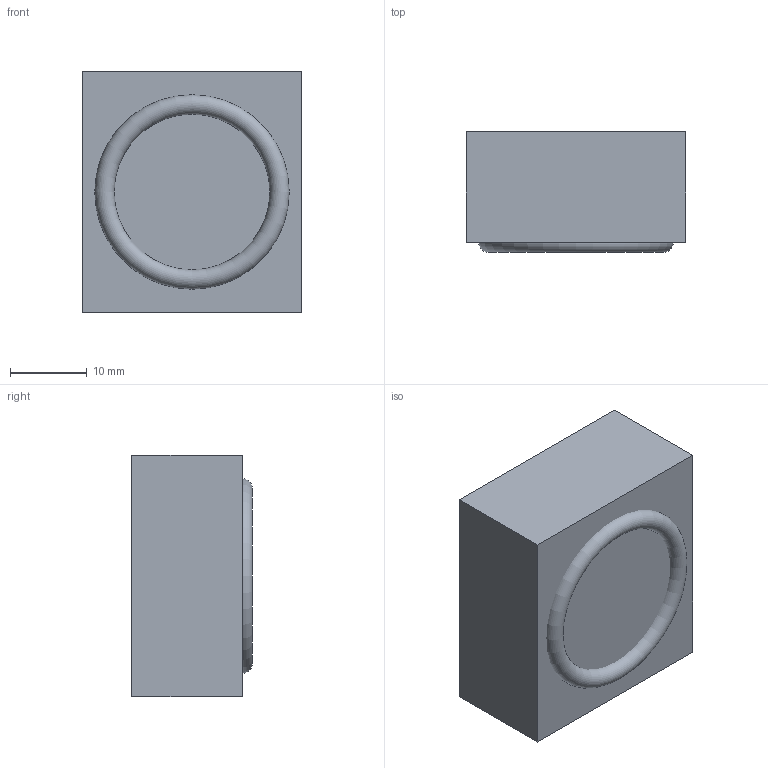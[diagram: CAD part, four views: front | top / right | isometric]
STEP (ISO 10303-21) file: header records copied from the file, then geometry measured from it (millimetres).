
FILE_DESCRIPTION(/* description */ (''),/* implementation_level */ '2;1');
FILE_NAME(/* name */ 'PCB Speaker v1.step',/* time_stamp */ '2023-01-30T22:59:59-05:00',/* author */ (''),/* organization */ (''),/* preprocessor_version */ 'ST-DEVELOPER v19.2',/* originating_system */ 'Autodesk Translation Framework v11.17.0.187',/* authorisation */ '');
FILE_SCHEMA (('AUTOMOTIVE_DESIGN { 1 0 10303 214 3 1 1 }'));
Length unit declared in the file: inch
Products named in the file (1): PCB Speaker
Bounding box: 28.7 x 15.75 x 31.5 mm (x, y, z)
Volume: 13452 mm3; surface area: 4124.2 mm2
Topology: 2 solids, 2 shells, 7 faces, 14 edges, 9 vertices
Faces by surface type: plane 6, torus 1
Entity records: 220 total; most frequent: DIRECTION 32, CARTESIAN_POINT 31, ORIENTED_EDGE 28, EDGE_CURVE 14, LINE 12, VECTOR 12, AXIS2_PLACEMENT_3D 10, VERTEX_POINT 9
